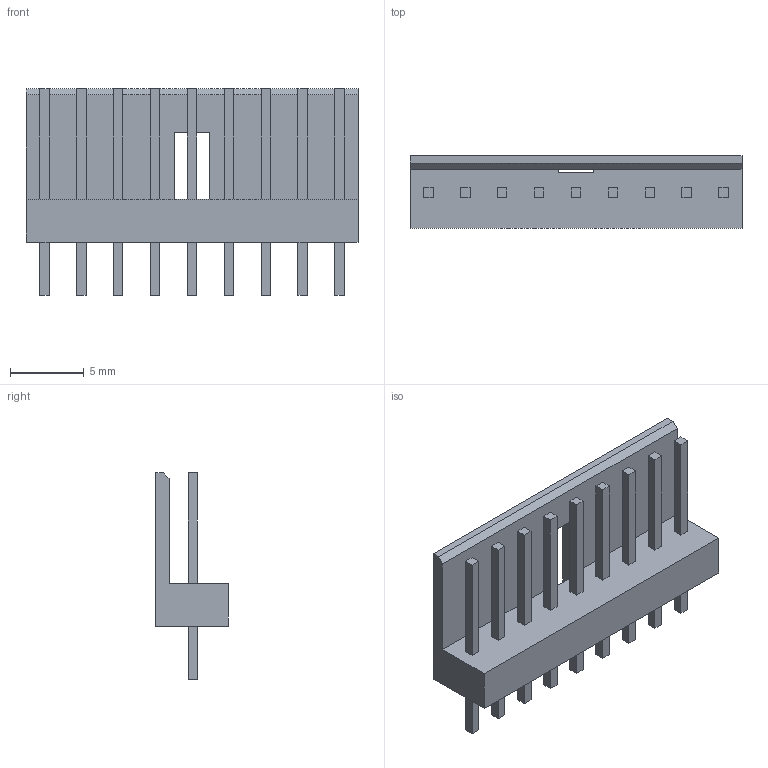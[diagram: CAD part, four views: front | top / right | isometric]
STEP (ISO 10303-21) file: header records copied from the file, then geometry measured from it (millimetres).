
FILE_DESCRIPTION((''),'2;1');
FILE_NAME('C-171825-9','2018-03-23T',('workeradm'),('TE Connectivity Ltd.'),'CREO PARAMETRIC BY PTC INC, 2016050','CREO PARAMETRIC BY PTC INC, 2016050','');
FILE_SCHEMA(('AUTOMOTIVE_DESIGN { 1 0 10303 214 1 1 1 1 }'));
Length unit declared in the file: millimetre
Products named in the file (1): C-171825-9
Bounding box: 22.5 x 4.9 x 14 mm (x, y, z)
Volume: 493.3 mm3; surface area: 972.7 mm2
Topology: 1 solids, 1 shells, 103 faces, 255 edges, 170 vertices
Faces by surface type: plane 103
Entity records: 3169 total; most frequent: CARTESIAN_POINT 530, ORIENTED_EDGE 510, DIRECTION 461, VECTOR 255, LINE 255, EDGE_CURVE 255, VERTEX_POINT 170, COLOUR_RGB 126
